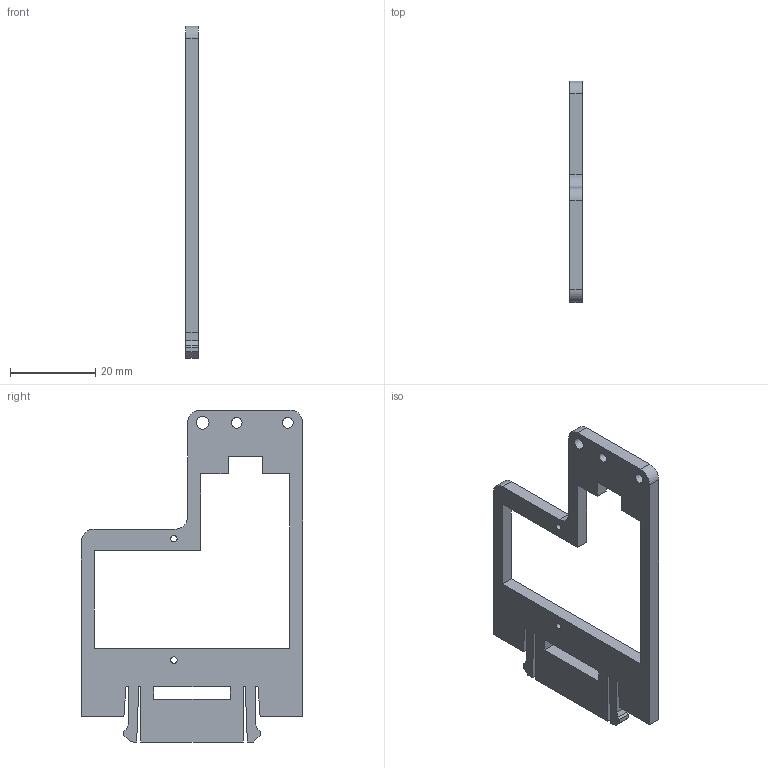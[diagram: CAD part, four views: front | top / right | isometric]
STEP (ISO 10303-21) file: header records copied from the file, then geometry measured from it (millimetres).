
FILE_DESCRIPTION (( 'STEP AP203' ), '1' );
FILE_NAME ('eye-frame-2.step', '2015-02-17T12:48:44', ( 'Cesar' ), ( '' ), 'SwSTEP 2.0', 'SolidWorks 2013', '' );
FILE_SCHEMA (( 'CONFIG_CONTROL_DESIGN' ));
Length unit declared in the file: millimetre
Products named in the file (1): eye-frame-2
Bounding box: 3 x 52 x 78 mm (x, y, z)
Volume: 4955.2 mm3; surface area: 5080.5 mm2
Topology: 1 solids, 1 shells, 60 faces, 174 edges, 116 vertices
Faces by surface type: plane 46, cylinder 14
Entity records: 2071 total; most frequent: CARTESIAN_POINT 351, ORIENTED_EDGE 348, DIRECTION 324, EDGE_CURVE 174, VECTOR 146, LINE 146, VERTEX_POINT 116, AXIS2_PLACEMENT_3D 89
